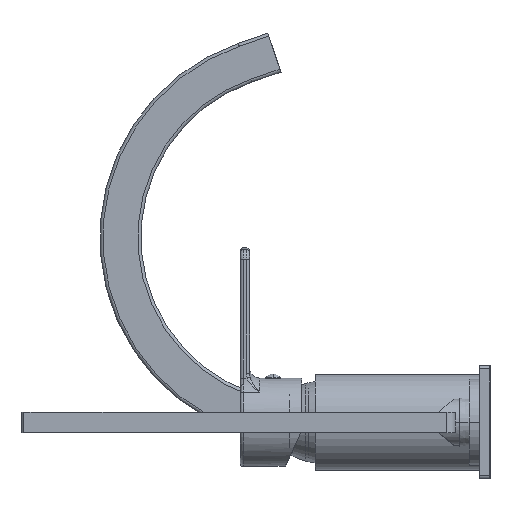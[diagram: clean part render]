
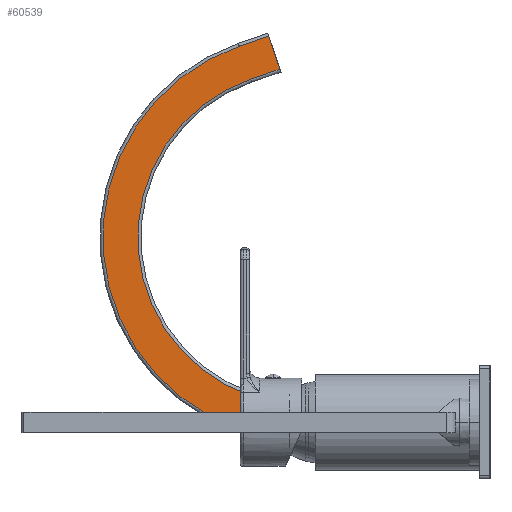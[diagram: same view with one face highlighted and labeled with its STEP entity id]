
A CAD part, left-side view. The second image highlights one B-rep face of the part: STEP entity #60539.
In plain terms, the highlighted planar face has unit normal (-1, 0, 0).
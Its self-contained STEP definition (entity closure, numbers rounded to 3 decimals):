
#58557=DIRECTION('',(0.,0.,-1.));
#58558=VECTOR('',#58557,17.);
#58559=CARTESIAN_POINT('',(124.5,0.,8.5));
#58560=LINE('',#58559,#58558);
#58641=DIRECTION('',(0.,-1.,0.));
#58642=VECTOR('',#58641,85.012);
#58643=CARTESIAN_POINT('',(124.5,85.012,-8.5));
#58644=LINE('',#58643,#58642);
#58645=CARTESIAN_POINT('',(124.5,85.012,89.988));
#58646=DIRECTION('',(-1.,0.,0.));
#58647=DIRECTION('',(0.,0.326,0.946));
#58648=AXIS2_PLACEMENT_3D('',#58645,#58646,#58647);
#58650=DIRECTION('',(0.,0.946,-0.326));
#58651=VECTOR('',#58650,15.134);
#58652=CARTESIAN_POINT('',(124.5,102.767,188.037));
#58653=LINE('',#58652,#58651);
#58654=DIRECTION('',(0.,0.946,-0.326));
#58655=VECTOR('',#58654,15.134);
#58656=CARTESIAN_POINT('',(124.5,97.233,171.963));
#58657=LINE('',#58656,#58655);
#58658=CARTESIAN_POINT('',(124.5,85.012,89.988));
#58659=DIRECTION('',(-1.,0.,0.));
#58660=DIRECTION('',(0.,0.326,0.946));
#58661=AXIS2_PLACEMENT_3D('',#58658,#58659,#58660);
#58663=DIRECTION('',(0.,-1.,0.));
#58664=VECTOR('',#58663,85.012);
#58665=CARTESIAN_POINT('',(124.5,85.012,8.5));
#58666=LINE('',#58665,#58664);
#58710=DIRECTION('',(0.,-0.326,-0.946));
#58711=VECTOR('',#58710,17.);
#58712=CARTESIAN_POINT('',(124.5,102.767,188.037));
#58713=LINE('',#58712,#58711);
#59571=CARTESIAN_POINT('',(124.5,111.542,167.036));
#59572=CARTESIAN_POINT('',(124.5,85.012,8.5));
#59573=VERTEX_POINT('',#59571);
#59574=VERTEX_POINT('',#59572);
#59575=CARTESIAN_POINT('',(124.5,97.233,171.963));
#59577=VERTEX_POINT('',#59575);
#59579=CARTESIAN_POINT('',(124.5,117.077,183.11));
#59580=CARTESIAN_POINT('',(124.5,85.012,-8.5));
#59581=VERTEX_POINT('',#59579);
#59582=VERTEX_POINT('',#59580);
#59588=CARTESIAN_POINT('',(124.5,102.767,188.037));
#59590=VERTEX_POINT('',#59588);
#59671=CARTESIAN_POINT('',(124.5,0.,8.5));
#59672=CARTESIAN_POINT('',(124.5,0.,-8.5));
#59673=VERTEX_POINT('',#59671);
#59674=VERTEX_POINT('',#59672);
#60518=CARTESIAN_POINT('',(124.5,0.,-10.));
#60519=DIRECTION('',(-1.,0.,0.));
#60520=DIRECTION('',(0.,0.,1.));
#60521=AXIS2_PLACEMENT_3D('',#60518,#60519,#60520);
#60522=PLANE('',#60521);
#60523=ORIENTED_EDGE('',*,*,#60361,.T.);
#60525=ORIENTED_EDGE('',*,*,#60524,.F.);
#60527=ORIENTED_EDGE('',*,*,#60526,.F.);
#60529=ORIENTED_EDGE('',*,*,#60528,.F.);
#60531=ORIENTED_EDGE('',*,*,#60530,.T.);
#60533=ORIENTED_EDGE('',*,*,#60532,.T.);
#60535=ORIENTED_EDGE('',*,*,#60534,.T.);
#60536=ORIENTED_EDGE('',*,*,#60503,.T.);
#60537=EDGE_LOOP('',(#60523,#60525,#60527,#60529,#60531,#60533,#60535,#60536));
#60538=FACE_OUTER_BOUND('',#60537,.F.);
#60539=ADVANCED_FACE('',(#60538),#60522,.T.);
#58649=CIRCLE('',#58648,98.488);
#58662=CIRCLE('',#58661,81.488);
#60361=EDGE_CURVE('',#59673,#59674,#58560,.T.);
#60503=EDGE_CURVE('',#59574,#59673,#58666,.T.);
#60524=EDGE_CURVE('',#59582,#59674,#58644,.T.);
#60526=EDGE_CURVE('',#59581,#59582,#58649,.T.);
#60528=EDGE_CURVE('',#59590,#59581,#58653,.T.);
#60530=EDGE_CURVE('',#59590,#59577,#58713,.T.);
#60532=EDGE_CURVE('',#59577,#59573,#58657,.T.);
#60534=EDGE_CURVE('',#59573,#59574,#58662,.T.);
